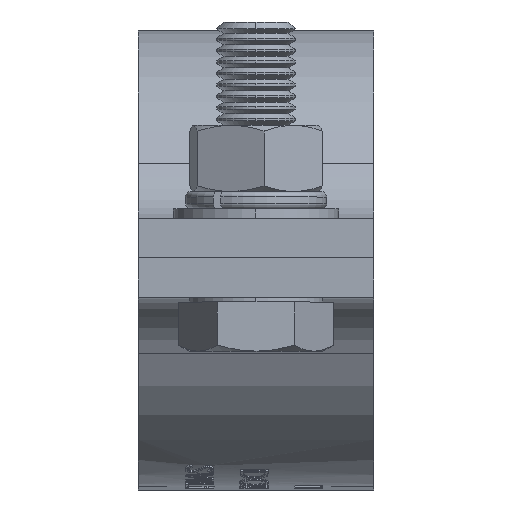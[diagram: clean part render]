
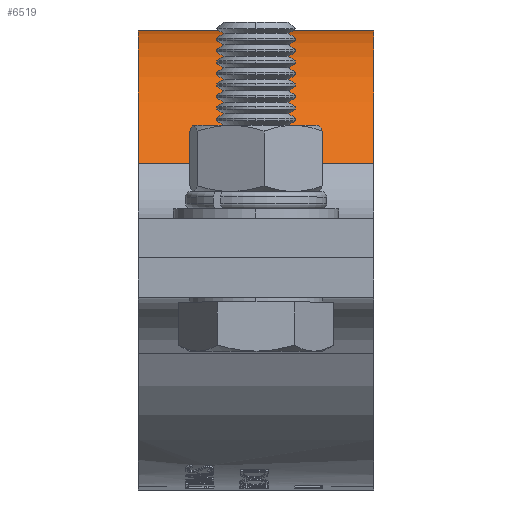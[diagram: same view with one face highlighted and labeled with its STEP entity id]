
A CAD part, top view. The second image highlights one B-rep face of the part: STEP entity #6519.
In plain terms, the highlighted cylindrical face has radius 29 mm (diameter 58 mm), a partial arc.
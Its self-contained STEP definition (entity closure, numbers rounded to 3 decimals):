
#103 = AXIS2_PLACEMENT_3D ( 'NONE', #12921, #686, #30060 ) ;
#686 = DIRECTION ( 'NONE',  ( -1., 0., 0. ) ) ;
#1341 = EDGE_CURVE ( 'NONE', #20174, #4017, #8681, .T. ) ;
#2763 = DIRECTION ( 'NONE',  ( -1., 0., 0. ) ) ;
#2958 = CARTESIAN_POINT ( 'NONE',  ( 15., -12.024, 26.39 ) ) ;
#3725 = ORIENTED_EDGE ( 'NONE', *, *, #16990, .F. ) ;
#4017 = VERTEX_POINT ( 'NONE', #15181 ) ;
#4207 = LINE ( 'NONE', #2958, #24521 ) ;
#5923 = FACE_OUTER_BOUND ( 'NONE', #17331, .T. ) ;
#6442 = CARTESIAN_POINT ( 'NONE',  ( -15., -12.024, -26.39 ) ) ;
#6519 = ADVANCED_FACE ( 'NONE', ( #5923 ), #30062, .T. ) ;
#7602 = CARTESIAN_POINT ( 'NONE',  ( 15., 0., 0. ) ) ;
#7900 = DIRECTION ( 'NONE',  ( -1., 0., 0. ) ) ;
#8681 = CIRCLE ( 'NONE', #31230, 29. ) ;
#9820 = CARTESIAN_POINT ( 'NONE',  ( 15., -12.024, -26.39 ) ) ;
#10081 = DIRECTION ( 'NONE',  ( -1., 0., 0. ) ) ;
#12921 = CARTESIAN_POINT ( 'NONE',  ( 15., 0., 0. ) ) ;
#14491 = EDGE_CURVE ( 'NONE', #4017, #26943, #4207, .T. ) ;
#14647 = DIRECTION ( 'NONE',  ( -1., 0., 0. ) ) ;
#15013 = DIRECTION ( 'NONE',  ( 0., 0., -1. ) ) ;
#15181 = CARTESIAN_POINT ( 'NONE',  ( 15., -12.024, 26.39 ) ) ;
#16802 = CIRCLE ( 'NONE', #30625, 29. ) ;
#16990 = EDGE_CURVE ( 'NONE', #24591, #26943, #16802, .T. ) ;
#17331 = EDGE_LOOP ( 'NONE', ( #3725, #28368, #30641, #23090 ) ) ;
#17961 = CARTESIAN_POINT ( 'NONE',  ( -15., -12.024, 26.39 ) ) ;
#18904 = VECTOR ( 'NONE', #14647, 1000. ) ;
#19821 = CARTESIAN_POINT ( 'NONE',  ( -15., 0., 0. ) ) ;
#20092 = LINE ( 'NONE', #9820, #18904 ) ;
#20174 = VERTEX_POINT ( 'NONE', #24761 ) ;
#23090 = ORIENTED_EDGE ( 'NONE', *, *, #14491, .T. ) ;
#24521 = VECTOR ( 'NONE', #7900, 1000. ) ;
#24591 = VERTEX_POINT ( 'NONE', #6442 ) ;
#24746 = DIRECTION ( 'NONE',  ( 0., 0., -1. ) ) ;
#24761 = CARTESIAN_POINT ( 'NONE',  ( 15., -12.024, -26.39 ) ) ;
#25409 = EDGE_CURVE ( 'NONE', #20174, #24591, #20092, .T. ) ;
#26943 = VERTEX_POINT ( 'NONE', #17961 ) ;
#28368 = ORIENTED_EDGE ( 'NONE', *, *, #25409, .F. ) ;
#30060 = DIRECTION ( 'NONE',  ( 0., 0., 1. ) ) ;
#30062 = CYLINDRICAL_SURFACE ( 'NONE', #103, 29. ) ;
#30625 = AXIS2_PLACEMENT_3D ( 'NONE', #19821, #2763, #24746 ) ;
#30641 = ORIENTED_EDGE ( 'NONE', *, *, #1341, .T. ) ;
#31230 = AXIS2_PLACEMENT_3D ( 'NONE', #7602, #10081, #15013 ) ;
